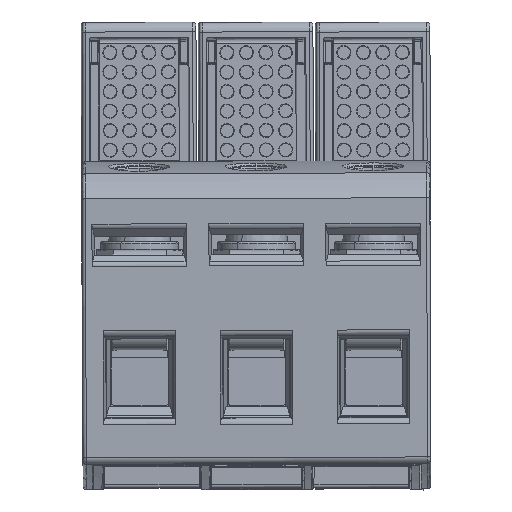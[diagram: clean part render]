
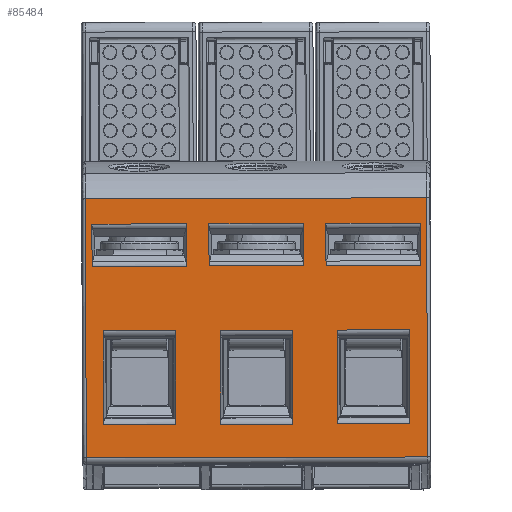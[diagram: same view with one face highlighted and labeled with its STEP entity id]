
A CAD part, front view. The second image highlights one B-rep face of the part: STEP entity #85484.
In plain terms, the highlighted planar face has unit normal (0, -1, 0).
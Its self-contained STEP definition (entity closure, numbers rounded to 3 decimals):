
#1942=FACE_BOUND('',#24777,.T.);
#1943=FACE_BOUND('',#24778,.T.);
#1944=FACE_BOUND('',#24779,.T.);
#1945=FACE_BOUND('',#24780,.T.);
#1946=FACE_BOUND('',#24781,.T.);
#1947=FACE_BOUND('',#24782,.T.);
#5095=LINE('',#118602,#12398);
#5102=LINE('',#118622,#12405);
#5107=LINE('',#118634,#12410);
#5114=LINE('',#118654,#12417);
#5120=LINE('',#118669,#12423);
#5126=LINE('',#118685,#12429);
#5132=LINE('',#118702,#12435);
#5138=LINE('',#118716,#12441);
#5144=LINE('',#118734,#12447);
#5150=LINE('',#118748,#12453);
#5153=LINE('',#118760,#12456);
#5160=LINE('',#118776,#12463);
#5165=LINE('',#118858,#12468);
#5509=LINE('',#120883,#12812);
#5510=LINE('',#120884,#12813);
#5511=LINE('',#120885,#12814);
#5512=LINE('',#120886,#12815);
#5513=LINE('',#120887,#12816);
#5514=LINE('',#120888,#12817);
#5515=LINE('',#120889,#12818);
#5516=LINE('',#120890,#12819);
#5517=LINE('',#120891,#12820);
#5518=LINE('',#120892,#12821);
#5519=LINE('',#120893,#12822);
#5520=LINE('',#120894,#12823);
#5521=LINE('',#120895,#12824);
#5522=LINE('',#120896,#12825);
#5523=LINE('',#120897,#12826);
#12398=VECTOR('',#97394,1.);
#12405=VECTOR('',#97411,1.);
#12410=VECTOR('',#97422,1.);
#12417=VECTOR('',#97439,1.);
#12423=VECTOR('',#97453,1.);
#12429=VECTOR('',#97467,1.);
#12435=VECTOR('',#97483,1.);
#12441=VECTOR('',#97495,1.);
#12447=VECTOR('',#97511,1.);
#12453=VECTOR('',#97523,1.);
#12456=VECTOR('',#97534,1.);
#12463=VECTOR('',#97547,1.);
#12468=VECTOR('',#97560,1.);
#12812=VECTOR('',#98264,1.);
#12813=VECTOR('',#98265,1.);
#12814=VECTOR('',#98266,1.);
#12815=VECTOR('',#98267,1.);
#12816=VECTOR('',#98268,1.);
#12817=VECTOR('',#98269,1.);
#12818=VECTOR('',#98270,1.);
#12819=VECTOR('',#98271,1.);
#12820=VECTOR('',#98272,1.);
#12821=VECTOR('',#98273,1.);
#12822=VECTOR('',#98274,1.);
#12823=VECTOR('',#98275,1.);
#12824=VECTOR('',#98276,1.);
#12825=VECTOR('',#98277,1.);
#12826=VECTOR('',#98278,1.);
#19861=FACE_OUTER_BOUND('',#24776,.T.);
#24776=EDGE_LOOP('',(#55172,#55173,#55174,#55175));
#24777=EDGE_LOOP('',(#55176,#55177,#55178,#55179));
#24778=EDGE_LOOP('',(#55180,#55181,#55182,#55183));
#24779=EDGE_LOOP('',(#55184,#55185,#55186,#55187));
#24780=EDGE_LOOP('',(#55188,#55189,#55190,#55191));
#24781=EDGE_LOOP('',(#55192,#55193,#55194,#55195));
#24782=EDGE_LOOP('',(#55196,#55197,#55198,#55199));
#33205=VERTEX_POINT('',#118600);
#33206=VERTEX_POINT('',#118601);
#33213=VERTEX_POINT('',#118619);
#33214=VERTEX_POINT('',#118621);
#33217=VERTEX_POINT('',#118632);
#33218=VERTEX_POINT('',#118633);
#33225=VERTEX_POINT('',#118651);
#33226=VERTEX_POINT('',#118653);
#33230=VERTEX_POINT('',#118666);
#33231=VERTEX_POINT('',#118668);
#33236=VERTEX_POINT('',#118682);
#33237=VERTEX_POINT('',#118684);
#33242=VERTEX_POINT('',#118699);
#33243=VERTEX_POINT('',#118701);
#33247=VERTEX_POINT('',#118714);
#33248=VERTEX_POINT('',#118715);
#33254=VERTEX_POINT('',#118731);
#33255=VERTEX_POINT('',#118733);
#33259=VERTEX_POINT('',#118746);
#33260=VERTEX_POINT('',#118747);
#33264=VERTEX_POINT('',#118757);
#33265=VERTEX_POINT('',#118759);
#33270=VERTEX_POINT('',#118774);
#33271=VERTEX_POINT('',#118775);
#33277=VERTEX_POINT('',#118844);
#33278=VERTEX_POINT('',#118851);
#33613=VERTEX_POINT('',#120881);
#33614=VERTEX_POINT('',#120882);
#41170=EDGE_CURVE('',#33205,#33206,#5095,.T.);
#41180=EDGE_CURVE('',#33214,#33213,#5102,.T.);
#41186=EDGE_CURVE('',#33217,#33218,#5107,.T.);
#41196=EDGE_CURVE('',#33226,#33225,#5114,.T.);
#41204=EDGE_CURVE('',#33230,#33231,#5120,.T.);
#41212=EDGE_CURVE('',#33237,#33236,#5126,.T.);
#41220=EDGE_CURVE('',#33242,#33243,#5132,.T.);
#41227=EDGE_CURVE('',#33247,#33248,#5138,.T.);
#41236=EDGE_CURVE('',#33255,#33254,#5144,.T.);
#41243=EDGE_CURVE('',#33259,#33260,#5150,.T.);
#41249=EDGE_CURVE('',#33264,#33265,#5153,.T.);
#41257=EDGE_CURVE('',#33270,#33271,#5160,.T.);
#41269=EDGE_CURVE('',#33277,#33278,#5165,.T.);
#41745=EDGE_CURVE('',#33613,#33614,#5509,.T.);
#41746=EDGE_CURVE('',#33277,#33613,#5510,.T.);
#41747=EDGE_CURVE('',#33614,#33278,#5511,.T.);
#41748=EDGE_CURVE('',#33218,#33225,#5512,.T.);
#41749=EDGE_CURVE('',#33217,#33226,#5513,.T.);
#41750=EDGE_CURVE('',#33264,#33270,#5514,.T.);
#41751=EDGE_CURVE('',#33265,#33271,#5515,.T.);
#41752=EDGE_CURVE('',#33230,#33237,#5516,.T.);
#41753=EDGE_CURVE('',#33231,#33236,#5517,.T.);
#41754=EDGE_CURVE('',#33259,#33255,#5518,.T.);
#41755=EDGE_CURVE('',#33260,#33254,#5519,.T.);
#41756=EDGE_CURVE('',#33248,#33243,#5520,.T.);
#41757=EDGE_CURVE('',#33247,#33242,#5521,.T.);
#41758=EDGE_CURVE('',#33205,#33214,#5522,.T.);
#41759=EDGE_CURVE('',#33206,#33213,#5523,.T.);
#55172=ORIENTED_EDGE('',*,*,#41745,.F.);
#55173=ORIENTED_EDGE('',*,*,#41746,.F.);
#55174=ORIENTED_EDGE('',*,*,#41269,.T.);
#55175=ORIENTED_EDGE('',*,*,#41747,.F.);
#55176=ORIENTED_EDGE('',*,*,#41196,.T.);
#55177=ORIENTED_EDGE('',*,*,#41748,.F.);
#55178=ORIENTED_EDGE('',*,*,#41186,.F.);
#55179=ORIENTED_EDGE('',*,*,#41749,.T.);
#55180=ORIENTED_EDGE('',*,*,#41750,.T.);
#55181=ORIENTED_EDGE('',*,*,#41257,.T.);
#55182=ORIENTED_EDGE('',*,*,#41751,.F.);
#55183=ORIENTED_EDGE('',*,*,#41249,.F.);
#55184=ORIENTED_EDGE('',*,*,#41752,.T.);
#55185=ORIENTED_EDGE('',*,*,#41212,.T.);
#55186=ORIENTED_EDGE('',*,*,#41753,.F.);
#55187=ORIENTED_EDGE('',*,*,#41204,.F.);
#55188=ORIENTED_EDGE('',*,*,#41754,.T.);
#55189=ORIENTED_EDGE('',*,*,#41236,.T.);
#55190=ORIENTED_EDGE('',*,*,#41755,.F.);
#55191=ORIENTED_EDGE('',*,*,#41243,.F.);
#55192=ORIENTED_EDGE('',*,*,#41756,.T.);
#55193=ORIENTED_EDGE('',*,*,#41220,.F.);
#55194=ORIENTED_EDGE('',*,*,#41757,.F.);
#55195=ORIENTED_EDGE('',*,*,#41227,.T.);
#55196=ORIENTED_EDGE('',*,*,#41758,.T.);
#55197=ORIENTED_EDGE('',*,*,#41180,.T.);
#55198=ORIENTED_EDGE('',*,*,#41759,.F.);
#55199=ORIENTED_EDGE('',*,*,#41170,.F.);
#78220=PLANE('',#90660);
#85484=ADVANCED_FACE('',(#19861,#1942,#1943,#1944,#1945,#1946,#1947),#78220,
 .T.);
#90660=AXIS2_PLACEMENT_3D('',#120880,#98262,#98263);
#97394=DIRECTION('',(0.004,0.,-1.));
#97411=DIRECTION('',(0.002,0.,-1.));
#97422=DIRECTION('',(0.004,0.,-1.));
#97439=DIRECTION('',(0.002,0.,-1.));
#97453=DIRECTION('',(0.004,0.,-1.));
#97467=DIRECTION('',(0.002,0.,-1.));
#97483=DIRECTION('',(0.003,0.,-1.));
#97495=DIRECTION('',(0.003,0.,-1.));
#97511=DIRECTION('',(-0.003,0.,1.));
#97523=DIRECTION('',(-0.003,0.,1.));
#97534=DIRECTION('',(0.003,0.,-1.));
#97547=DIRECTION('',(0.003,0.,-1.));
#97560=DIRECTION('',(1.,0.,0.003));
#98262=DIRECTION('center_axis',(0.,-1.,0.));
#98263=DIRECTION('ref_axis',(0.,0.,-1.));
#98264=DIRECTION('',(1.,0.,0.003));
#98265=DIRECTION('',(-0.003,0.,1.));
#98266=DIRECTION('',(0.003,0.,-1.));
#98267=DIRECTION('',(1.,0.,0.003));
#98268=DIRECTION('',(1.,0.,0.003));
#98269=DIRECTION('',(1.,0.,0.003));
#98270=DIRECTION('',(1.,0.,0.003));
#98271=DIRECTION('',(1.,0.,0.003));
#98272=DIRECTION('',(1.,0.,0.003));
#98273=DIRECTION('',(-1.,0.,-0.003));
#98274=DIRECTION('',(-1.,0.,-0.003));
#98275=DIRECTION('',(-1.,0.,-0.003));
#98276=DIRECTION('',(-1.,0.,-0.003));
#98277=DIRECTION('',(1.,0.,0.003));
#98278=DIRECTION('',(1.,0.,0.003));
#118600=CARTESIAN_POINT('',(-52.348,-45.,34.002));
#118601=CARTESIAN_POINT('',(-52.323,-45.,27.509));
#118602=CARTESIAN_POINT('',(-52.348,-45.,34.002));
#118619=CARTESIAN_POINT('',(-37.788,-45.,27.551));
#118621=CARTESIAN_POINT('',(-37.801,-45.,34.044));
#118622=CARTESIAN_POINT('',(-37.801,-45.,34.044));
#118632=CARTESIAN_POINT('',(-70.348,-45.,33.95));
#118633=CARTESIAN_POINT('',(-70.323,-45.,27.458));
#118634=CARTESIAN_POINT('',(-70.348,-45.,33.95));
#118651=CARTESIAN_POINT('',(-55.788,-45.,27.499));
#118653=CARTESIAN_POINT('',(-55.801,-45.,33.992));
#118654=CARTESIAN_POINT('',(-55.801,-45.,33.992));
#118666=CARTESIAN_POINT('',(-88.348,-45.,33.899));
#118668=CARTESIAN_POINT('',(-88.323,-45.,27.406));
#118669=CARTESIAN_POINT('',(-88.348,-45.,33.899));
#118682=CARTESIAN_POINT('',(-73.788,-45.,27.448));
#118684=CARTESIAN_POINT('',(-73.8,-45.,33.941));
#118685=CARTESIAN_POINT('',(-73.8,-45.,33.941));
#118699=CARTESIAN_POINT('',(-50.578,-45.,17.601));
#118701=CARTESIAN_POINT('',(-50.536,-45.,3.143));
#118702=CARTESIAN_POINT('',(-50.578,-45.,17.601));
#118714=CARTESIAN_POINT('',(-39.477,-45.,17.633));
#118715=CARTESIAN_POINT('',(-39.436,-45.,3.175));
#118716=CARTESIAN_POINT('',(-39.477,-45.,17.633));
#118731=CARTESIAN_POINT('',(-68.578,-45.,17.549));
#118733=CARTESIAN_POINT('',(-68.536,-45.,3.092));
#118734=CARTESIAN_POINT('',(-68.536,-45.,3.092));
#118746=CARTESIAN_POINT('',(-57.436,-45.,3.124));
#118747=CARTESIAN_POINT('',(-57.477,-45.,17.581));
#118748=CARTESIAN_POINT('',(-57.436,-45.,3.124));
#118757=CARTESIAN_POINT('',(-86.578,-45.,17.498));
#118759=CARTESIAN_POINT('',(-86.536,-45.,3.04));
#118760=CARTESIAN_POINT('',(-86.578,-45.,17.498));
#118774=CARTESIAN_POINT('',(-75.477,-45.,17.53));
#118775=CARTESIAN_POINT('',(-75.436,-45.,3.072));
#118776=CARTESIAN_POINT('',(-75.477,-45.,17.53));
#118844=CARTESIAN_POINT('',(-89.221,-45.,-2.077));
#118851=CARTESIAN_POINT('',(-36.721,-45.,-1.927));
#118858=CARTESIAN_POINT('',(-89.221,-45.,-2.077));
#120880=CARTESIAN_POINT('Origin',(-94.597,-45.,41.953));
#120881=CARTESIAN_POINT('',(-89.335,-45.,37.8));
#120882=CARTESIAN_POINT('',(-36.836,-45.,37.95));
#120883=CARTESIAN_POINT('',(-89.335,-45.,37.8));
#120884=CARTESIAN_POINT('',(-89.221,-45.,-2.077));
#120885=CARTESIAN_POINT('',(-36.836,-45.,37.95));
#120886=CARTESIAN_POINT('',(-70.323,-45.,27.458));
#120887=CARTESIAN_POINT('',(-70.348,-45.,33.95));
#120888=CARTESIAN_POINT('',(-86.578,-45.,17.498));
#120889=CARTESIAN_POINT('',(-86.536,-45.,3.04));
#120890=CARTESIAN_POINT('',(-88.348,-45.,33.899));
#120891=CARTESIAN_POINT('',(-88.323,-45.,27.406));
#120892=CARTESIAN_POINT('',(-57.436,-45.,3.124));
#120893=CARTESIAN_POINT('',(-57.477,-45.,17.581));
#120894=CARTESIAN_POINT('',(-39.436,-45.,3.175));
#120895=CARTESIAN_POINT('',(-39.477,-45.,17.633));
#120896=CARTESIAN_POINT('',(-52.348,-45.,34.002));
#120897=CARTESIAN_POINT('',(-52.323,-45.,27.509));
